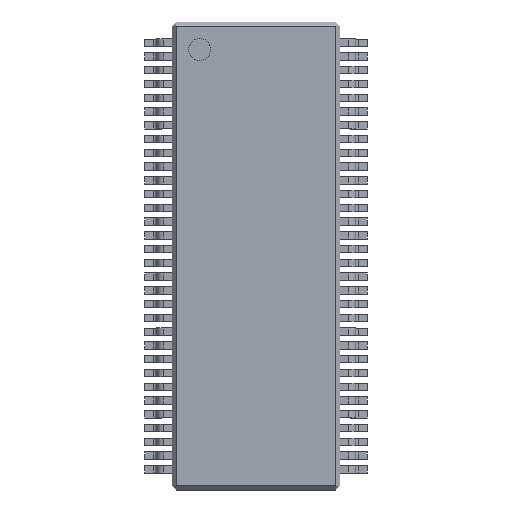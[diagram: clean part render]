
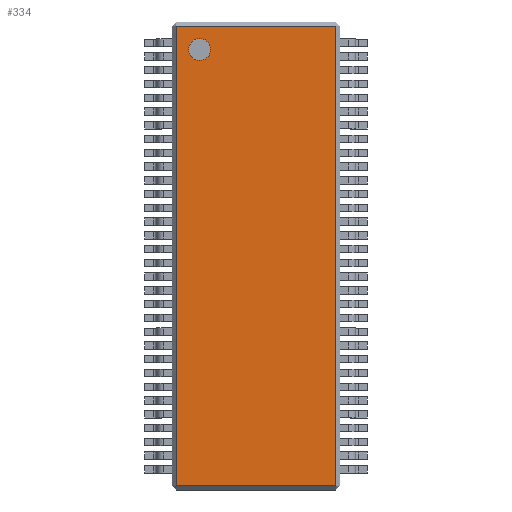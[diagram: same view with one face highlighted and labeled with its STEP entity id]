
A CAD part, top view. The second image highlights one B-rep face of the part: STEP entity #334.
In plain terms, the highlighted planar face has unit normal (0, 0, 1).
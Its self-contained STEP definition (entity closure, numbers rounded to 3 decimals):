
#13=DIRECTION('',(0.,0.,1.));
#14=DIRECTION('',(1.,0.,0.));
#127=VECTOR('',#128,1.);
#128=DIRECTION('',(0.,1.,0.));
#203=VERTEX_POINT('',#204);
#204=CARTESIAN_POINT('',(-2.9,-8.35,2.));
#212=VERTEX_POINT('',#213);
#213=CARTESIAN_POINT('',(-2.9,8.35,2.));
#218=ORIENTED_EDGE('',*,*,#219,.F.);
#219=EDGE_CURVE('',#203,#212,#220,.T.);
#220=LINE('',#221,#127);
#221=CARTESIAN_POINT('',(-2.9,-8.5,2.));
#291=VECTOR('',#14,1.);
#334=ADVANCED_FACE('',(#335,#353),#362,.T.);
#335=FACE_BOUND('',#336,.T.);
#336=EDGE_LOOP('',(#218,#337,#343,#349));
#337=ORIENTED_EDGE('',*,*,#338,.T.);
#338=EDGE_CURVE('',#203,#339,#341,.T.);
#339=VERTEX_POINT('',#340);
#340=CARTESIAN_POINT('',(2.9,-8.35,2.));
#341=LINE('',#342,#291);
#342=CARTESIAN_POINT('',(-3.05,-8.35,2.));
#343=ORIENTED_EDGE('',*,*,#344,.T.);
#344=EDGE_CURVE('',#339,#345,#347,.T.);
#345=VERTEX_POINT('',#346);
#346=CARTESIAN_POINT('',(2.9,8.35,2.));
#347=LINE('',#348,#127);
#348=CARTESIAN_POINT('',(2.9,-8.5,2.));
#349=ORIENTED_EDGE('',*,*,#350,.F.);
#350=EDGE_CURVE('',#212,#345,#351,.T.);
#351=LINE('',#352,#291);
#352=CARTESIAN_POINT('',(-3.05,8.35,2.));
#353=FACE_BOUND('',#354,.T.);
#354=EDGE_LOOP('',(#355));
#355=ORIENTED_EDGE('',*,*,#356,.F.);
#356=EDGE_CURVE('',#357,#357,#359,.T.);
#357=VERTEX_POINT('',#358);
#358=CARTESIAN_POINT('',(-1.65,7.5,2.));
#359=CIRCLE('',#360,0.4);
#360=AXIS2_PLACEMENT_3D('',#361,#13,#14);
#361=CARTESIAN_POINT('',(-2.05,7.5,2.));
#362=PLANE('',#363);
#363=AXIS2_PLACEMENT_3D('',#364,#13,#14);
#364=CARTESIAN_POINT('',(-3.05,-8.5,2.));
